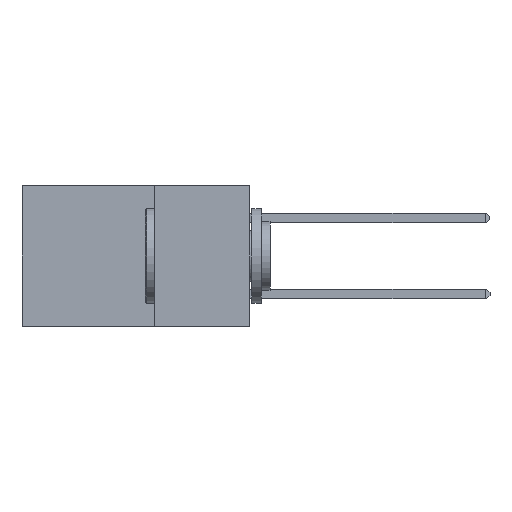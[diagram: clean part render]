
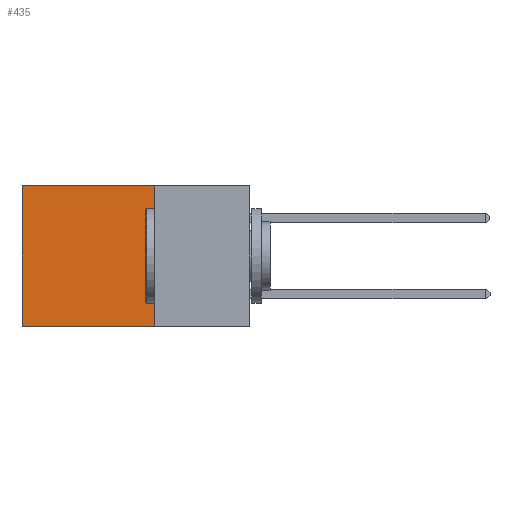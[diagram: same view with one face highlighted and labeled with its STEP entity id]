
A CAD part, left-side view. The second image highlights one B-rep face of the part: STEP entity #435.
In plain terms, the highlighted planar face has unit normal (-1, 0, 0).
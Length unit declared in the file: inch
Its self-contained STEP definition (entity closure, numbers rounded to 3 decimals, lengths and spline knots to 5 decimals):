
#82 = CARTESIAN_POINT ( 'NONE',  ( 0.2875, 0.25, 0. ) ) ;
#83 = VECTOR ( 'NONE', #21176, 39.37008 ) ;
#435 = ADVANCED_FACE ( 'NONE', ( #16953 ), #18298, .F. ) ;
#629 = LINE ( 'NONE', #14395, #83 ) ;
#986 = DIRECTION ( 'NONE',  ( 0., 0., -1. ) ) ;
#2011 = EDGE_LOOP ( 'NONE', ( #9384, #6806, #5047, #20615 ) ) ;
#3299 = EDGE_CURVE ( 'NONE', #15046, #21850, #16850, .T. ) ;
#4148 = AXIS2_PLACEMENT_3D ( 'NONE', #18795, #17469, #17466 ) ;
#5047 = ORIENTED_EDGE ( 'NONE', *, *, #15973, .F. ) ;
#5704 = CARTESIAN_POINT ( 'NONE',  ( 0.2875, 0.6, -0.37 ) ) ;
#6323 = CARTESIAN_POINT ( 'NONE',  ( 0.2875, 0.25, -0.37 ) ) ;
#6806 = ORIENTED_EDGE ( 'NONE', *, *, #20965, .F. ) ;
#7551 = CARTESIAN_POINT ( 'NONE',  ( 0.2875, 0.25, -0.37 ) ) ;
#8062 = EDGE_CURVE ( 'NONE', #21850, #19335, #8604, .T. ) ;
#8604 = LINE ( 'NONE', #15014, #21869 ) ;
#9109 = DIRECTION ( 'NONE',  ( 0., 1., 0. ) ) ;
#9384 = ORIENTED_EDGE ( 'NONE', *, *, #8062, .T. ) ;
#9667 = CARTESIAN_POINT ( 'NONE',  ( 0.2875, 0.25, 0. ) ) ;
#11716 = DIRECTION ( 'NONE',  ( 0., 1., 0. ) ) ;
#12255 = VECTOR ( 'NONE', #9109, 39.37008 ) ;
#14395 = CARTESIAN_POINT ( 'NONE',  ( 0.2875, 0.25, 0. ) ) ;
#15014 = CARTESIAN_POINT ( 'NONE',  ( 0.2875, 0.6, 0. ) ) ;
#15046 = VERTEX_POINT ( 'NONE', #82 ) ;
#15973 = EDGE_CURVE ( 'NONE', #15046, #18753, #629, .T. ) ;
#16850 = LINE ( 'NONE', #9667, #12255 ) ;
#16953 = FACE_OUTER_BOUND ( 'NONE', #2011, .T. ) ;
#17466 = DIRECTION ( 'NONE',  ( 0., 0., -1. ) ) ;
#17469 = DIRECTION ( 'NONE',  ( 1., 0., 0. ) ) ;
#18298 = PLANE ( 'NONE',  #4148 ) ;
#18753 = VERTEX_POINT ( 'NONE', #7551 ) ;
#18795 = CARTESIAN_POINT ( 'NONE',  ( 0.2875, 0.25, 0. ) ) ;
#19076 = VECTOR ( 'NONE', #11716, 39.37008 ) ;
#19335 = VERTEX_POINT ( 'NONE', #5704 ) ;
#19614 = LINE ( 'NONE', #6323, #19076 ) ;
#20615 = ORIENTED_EDGE ( 'NONE', *, *, #3299, .T. ) ;
#20965 = EDGE_CURVE ( 'NONE', #18753, #19335, #19614, .T. ) ;
#21176 = DIRECTION ( 'NONE',  ( 0., 0., -1. ) ) ;
#21850 = VERTEX_POINT ( 'NONE', #22019 ) ;
#21869 = VECTOR ( 'NONE', #986, 39.37008 ) ;
#22019 = CARTESIAN_POINT ( 'NONE',  ( 0.2875, 0.6, 0. ) ) ;
